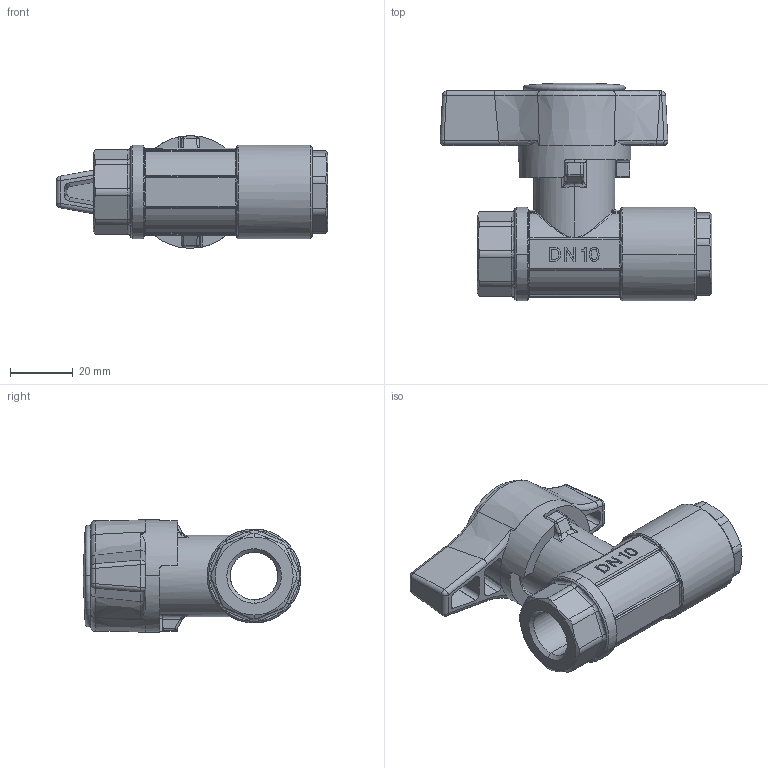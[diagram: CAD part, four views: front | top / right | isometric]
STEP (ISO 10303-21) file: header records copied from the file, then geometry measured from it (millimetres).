
FILE_DESCRIPTION (( 'STEP AP203' ), '1' );
FILE_NAME ('2321N203-surface.STEP', '2017-05-08T08:06:49', ( 'nuovamacut' ), ( 'Hewlett-Packard Company' ), 'SwSTEP 2.0', 'SolidWorks 2016', '' );
FILE_SCHEMA (( 'CONFIG_CONTROL_DESIGN' ));
Length unit declared in the file: millimetre
Products named in the file (1): 2321N203-surface
Bounding box: 86.89 x 69.72 x 35.99 mm (x, y, z)
Surface area: 19197.4 mm2 (no closed solid volume)
Topology: 0 solids, 6 shells, 584 faces, 1629 edges, 1009 vertices
Faces by surface type: plane 215, bspline 155, cylinder 117, cone 40, sphere 30, torus 27
Entity records: 22558 total; most frequent: CARTESIAN_POINT 9096, ORIENTED_EDGE 2973, DIRECTION 2418, EDGE_CURVE 1617, VERTEX_POINT 1009, AXIS2_PLACEMENT_3D 861, VECTOR 696, LINE 696
